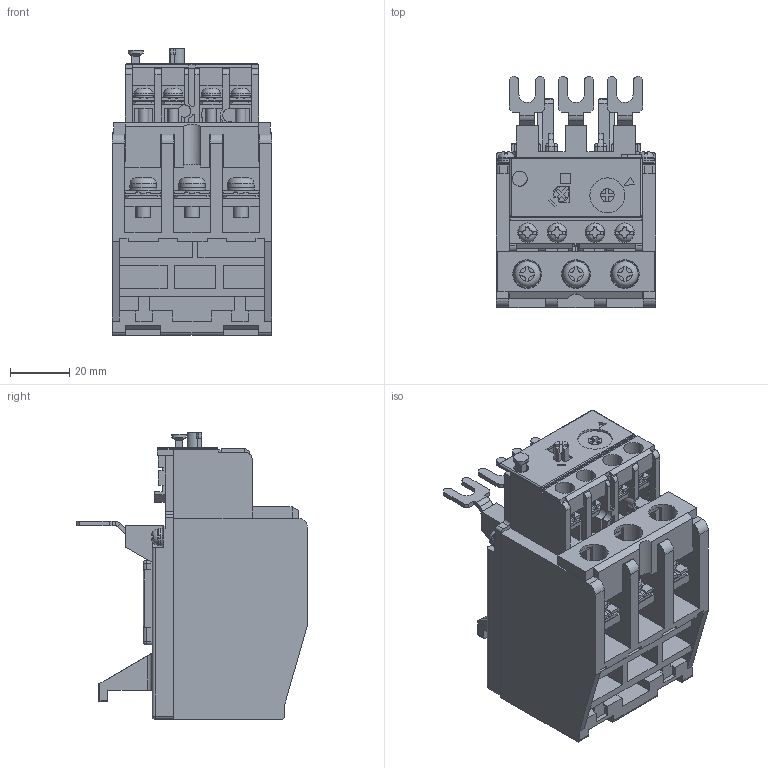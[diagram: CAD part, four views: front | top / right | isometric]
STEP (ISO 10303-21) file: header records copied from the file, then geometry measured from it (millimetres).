
FILE_DESCRIPTION (( 'STEP AP214' ), '1' );
FILE_NAME ('TR65X2.STEP', '2024-06-04T02:45:06', ( '' ), ( '' ), 'SwSTEP 2.0', 'SolidWorks 2024', '' );
FILE_SCHEMA (( 'AUTOMOTIVE_DESIGN' ));
Length unit declared in the file: millimetre
Products named in the file (30): TR65X2 main terminal plate; TR65X2_Lower Case; Screw M5^TR65X2_Lower Case Asm_TR65X2; TR65X2_scale; Springwasher_M4; Plate_M5_12-12 flat; TR65X2_Lower Case Asm^TR65X2; TR65X2_auxiliary terminal plate; TR65X2_reset button; Screw_M3_L5; Screw M4^TR65X2_Upper Case Asm_TR65X2; TR65X2_Upper Case; TR65X2_test button; Plate_M3P5_7P7; Screw_M4_L8; TR65X2 Terminal plate; TR65X2 Main terminal cover; TR65X2_Upper Case Asm^TR65X2; TR65X2; TR65X2 auxiliary terminal cover; Springwasher_M5; auxiliary terminal^TR65X2_Lower Case Asm_TR65X2; Washer_M3; Springwasher_M3P5; Springwasher_M3; Screw_M3.5_L10; Screw_M5_L10; Washer_M4; Screw M3P5^TR65X2_Upper Case Asm_TR65X2; TR65X2_nameplate
Assembly tree (44 placements, depth 4):
  TR65X2
    TR65X2_Lower Case Asm^TR65X2
      TR65X2_Lower Case
      TR65X2_nameplate
      TR65X2_scale
      TR65X2_test button
      TR65X2_reset button
      TR65X2_auxiliary terminal plate  x4
      auxiliary terminal^TR65X2_Lower Case Asm_TR65X2  x4
        Plate_M3P5_7P7
        Screw_M3.5_L10
        Springwasher_M3P5
      Screw M5^TR65X2_Lower Case Asm_TR65X2  x3
        Plate_M5_12-12 flat
        Springwasher_M5
        Screw_M5_L10
      TR65X2 main terminal plate  x3
    TR65X2_Upper Case Asm^TR65X2
      TR65X2_Upper Case
      Screw M3P5^TR65X2_Upper Case Asm_TR65X2  x2
        Screw_M3_L5
        Springwasher_M3
        Washer_M3
      Screw M4^TR65X2_Upper Case Asm_TR65X2  x3
        Screw_M4_L8
        Springwasher_M4
        Washer_M4
      TR65X2 Terminal plate  x3
    TR65X2 auxiliary terminal cover
    TR65X2 Main terminal cover
Bounding box: 54 x 78 x 96.9 mm (x, y, z)
Volume: 174553.3 mm3; surface area: 72297.7 mm2
Topology: 54 solids, 54 shells, 1740 faces, 4718 edges, 3070 vertices
Faces by surface type: plane 1411, cylinder 281, cone 16, torus 14, sphere 14, bspline 4
Full cylindrical faces by diameter (mm): 3 x5, 3.2 x2, 3.5 x18, 4 x3, 4.3 x3, 5 x14, 6 x2, 6.6 x4, 8 x3, 9.7 x3, 11.8 x2, 12 x1
Entity records: 32873 total; most frequent: CARTESIAN_POINT 6187, ORIENTED_EDGE 5438, DIRECTION 5139, EDGE_CURVE 2719, VECTOR 2217, LINE 2217, VERTEX_POINT 1797, AXIS2_PLACEMENT_3D 1461
